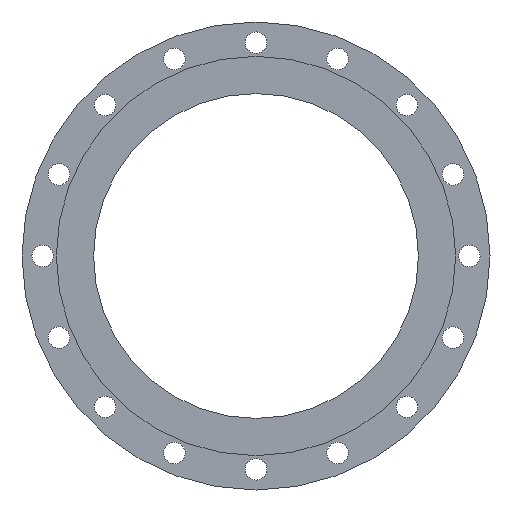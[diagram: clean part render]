
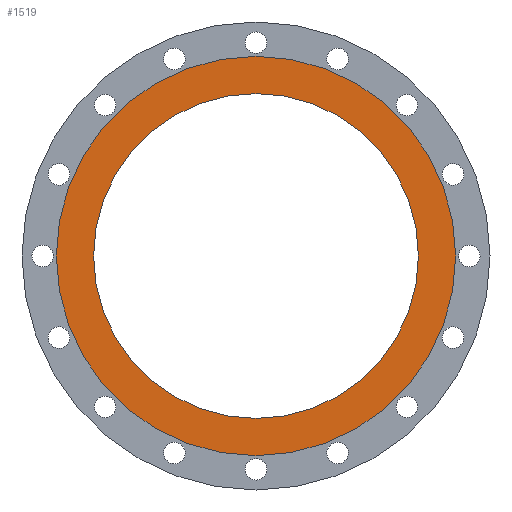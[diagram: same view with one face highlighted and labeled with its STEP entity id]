
A CAD part, front view. The second image highlights one B-rep face of the part: STEP entity #1519.
In plain terms, the highlighted planar face has unit normal (0, -1, 0).
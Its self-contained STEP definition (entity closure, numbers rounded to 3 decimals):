
#73 = DIRECTION ( 'NONE',  ( 0., 1., 0. ) ) ;
#165 = CARTESIAN_POINT ( 'NONE',  ( 0., 0., 0. ) ) ;
#200 = CARTESIAN_POINT ( 'NONE',  ( 0., 0., 241. ) ) ;
#204 = DIRECTION ( 'NONE',  ( 0., 0., 1. ) ) ;
#320 = CARTESIAN_POINT ( 'NONE',  ( 0., 0., -196.1 ) ) ;
#335 = CIRCLE ( 'NONE', #1387, 241. ) ;
#424 = DIRECTION ( 'NONE',  ( 0., 0., 1. ) ) ;
#425 = CIRCLE ( 'NONE', #1120, 196.1 ) ;
#437 = AXIS2_PLACEMENT_3D ( 'NONE', #1686, #1287, #480 ) ;
#480 = DIRECTION ( 'NONE',  ( 0., 0., -1. ) ) ;
#515 = VERTEX_POINT ( 'NONE', #663 ) ;
#519 = ORIENTED_EDGE ( 'NONE', *, *, #1217, .F. ) ;
#572 = CIRCLE ( 'NONE', #1557, 241. ) ;
#594 = EDGE_CURVE ( 'NONE', #1511, #1230, #335, .T. ) ;
#615 = ORIENTED_EDGE ( 'NONE', *, *, #1568, .T. ) ;
#648 = DIRECTION ( 'NONE',  ( 0., 0., 1. ) ) ;
#659 = CIRCLE ( 'NONE', #1483, 196.1 ) ;
#663 = CARTESIAN_POINT ( 'NONE',  ( 0., 0., 196.1 ) ) ;
#668 = DIRECTION ( 'NONE',  ( 0., 1., 0. ) ) ;
#669 = ORIENTED_EDGE ( 'NONE', *, *, #594, .F. ) ;
#684 = CARTESIAN_POINT ( 'NONE',  ( 0., 0., -241. ) ) ;
#780 = CARTESIAN_POINT ( 'NONE',  ( 0., 0., 0. ) ) ;
#837 = ORIENTED_EDGE ( 'NONE', *, *, #866, .T. ) ;
#866 = EDGE_CURVE ( 'NONE', #1509, #515, #425, .T. ) ;
#903 = EDGE_LOOP ( 'NONE', ( #615, #837 ) ) ;
#947 = DIRECTION ( 'NONE',  ( 0., 1., 0. ) ) ;
#1120 = AXIS2_PLACEMENT_3D ( 'NONE', #780, #1166, #648 ) ;
#1142 = PLANE ( 'NONE',  #437 ) ;
#1166 = DIRECTION ( 'NONE',  ( 0., 1., 0. ) ) ;
#1173 = CARTESIAN_POINT ( 'NONE',  ( 0., 0., 0. ) ) ;
#1217 = EDGE_CURVE ( 'NONE', #1230, #1511, #572, .T. ) ;
#1230 = VERTEX_POINT ( 'NONE', #684 ) ;
#1280 = FACE_OUTER_BOUND ( 'NONE', #1491, .T. ) ;
#1287 = DIRECTION ( 'NONE',  ( 0., -1., 0. ) ) ;
#1355 = DIRECTION ( 'NONE',  ( 0., 0., 1. ) ) ;
#1387 = AXIS2_PLACEMENT_3D ( 'NONE', #165, #947, #424 ) ;
#1483 = AXIS2_PLACEMENT_3D ( 'NONE', #1173, #73, #204 ) ;
#1491 = EDGE_LOOP ( 'NONE', ( #669, #519 ) ) ;
#1507 = CARTESIAN_POINT ( 'NONE',  ( 0., 0., 0. ) ) ;
#1509 = VERTEX_POINT ( 'NONE', #320 ) ;
#1511 = VERTEX_POINT ( 'NONE', #200 ) ;
#1519 = ADVANCED_FACE ( 'NONE', ( #1692, #1280 ), #1142, .T. ) ;
#1557 = AXIS2_PLACEMENT_3D ( 'NONE', #1507, #668, #1355 ) ;
#1568 = EDGE_CURVE ( 'NONE', #515, #1509, #659, .T. ) ;
#1686 = CARTESIAN_POINT ( 'NONE',  ( 0., 0., 196.1 ) ) ;
#1692 = FACE_BOUND ( 'NONE', #903, .T. ) ;
